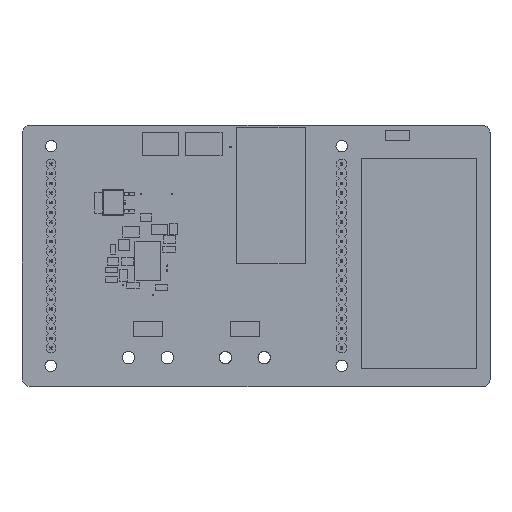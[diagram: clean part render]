
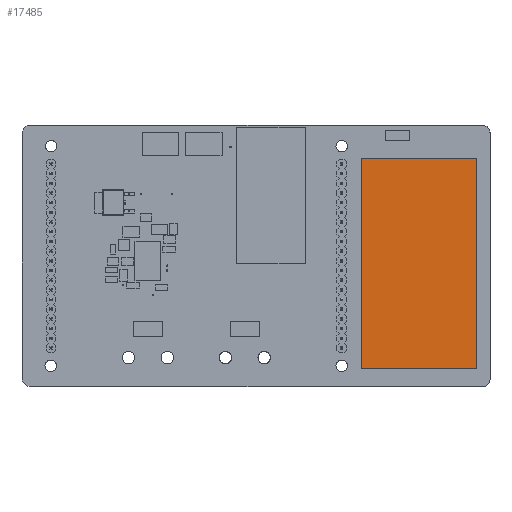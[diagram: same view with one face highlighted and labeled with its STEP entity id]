
A CAD part, top view. The second image highlights one B-rep face of the part: STEP entity #17485.
In plain terms, the highlighted planar face has unit normal (0, 0, 1).
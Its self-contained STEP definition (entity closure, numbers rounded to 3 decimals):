
#1205=PLANE('',#18805);
#2115=FACE_OUTER_BOUND('',#3257,.T.);
#3257=EDGE_LOOP('',(#14196,#14197,#14198,#14199));
#4617=LINE('',#25915,#6746);
#4618=LINE('',#25917,#6747);
#4619=LINE('',#25919,#6748);
#4620=LINE('',#25920,#6749);
#6746=VECTOR('',#21291,10.);
#6747=VECTOR('',#21292,10.);
#6748=VECTOR('',#21293,10.);
#6749=VECTOR('',#21294,10.);
#9030=VERTEX_POINT('',#25913);
#9031=VERTEX_POINT('',#25914);
#9032=VERTEX_POINT('',#25916);
#9033=VERTEX_POINT('',#25918);
#10871=EDGE_CURVE('',#9030,#9031,#4617,.T.);
#10872=EDGE_CURVE('',#9031,#9032,#4618,.T.);
#10873=EDGE_CURVE('',#9032,#9033,#4619,.T.);
#10874=EDGE_CURVE('',#9033,#9030,#4620,.T.);
#14196=ORIENTED_EDGE('',*,*,#10871,.T.);
#14197=ORIENTED_EDGE('',*,*,#10872,.T.);
#14198=ORIENTED_EDGE('',*,*,#10873,.T.);
#14199=ORIENTED_EDGE('',*,*,#10874,.T.);
#17485=ADVANCED_FACE('',(#2115),#1205,.T.);
#18805=AXIS2_PLACEMENT_3D('',#25912,#21289,#21290);
#21289=DIRECTION('center_axis',(0.,0.,1.));
#21290=DIRECTION('ref_axis',(1.,0.,0.));
#21291=DIRECTION('',(0.,1.,0.));
#21292=DIRECTION('',(-1.,0.,0.));
#21293=DIRECTION('',(0.,-1.,0.));
#21294=DIRECTION('',(1.,0.,0.));
#25912=CARTESIAN_POINT('Origin',(-25.54,-6.426,0.1));
#25913=CARTESIAN_POINT('',(2.032,-21.514,0.1));
#25914=CARTESIAN_POINT('',(2.032,8.661,0.1));
#25915=CARTESIAN_POINT('',(2.032,-6.426,0.1));
#25916=CARTESIAN_POINT('',(-53.111,8.661,0.1));
#25917=CARTESIAN_POINT('',(-25.54,8.661,0.1));
#25918=CARTESIAN_POINT('',(-53.111,-21.514,0.1));
#25919=CARTESIAN_POINT('',(-53.111,-6.426,0.1));
#25920=CARTESIAN_POINT('',(-25.54,-21.514,0.1));
